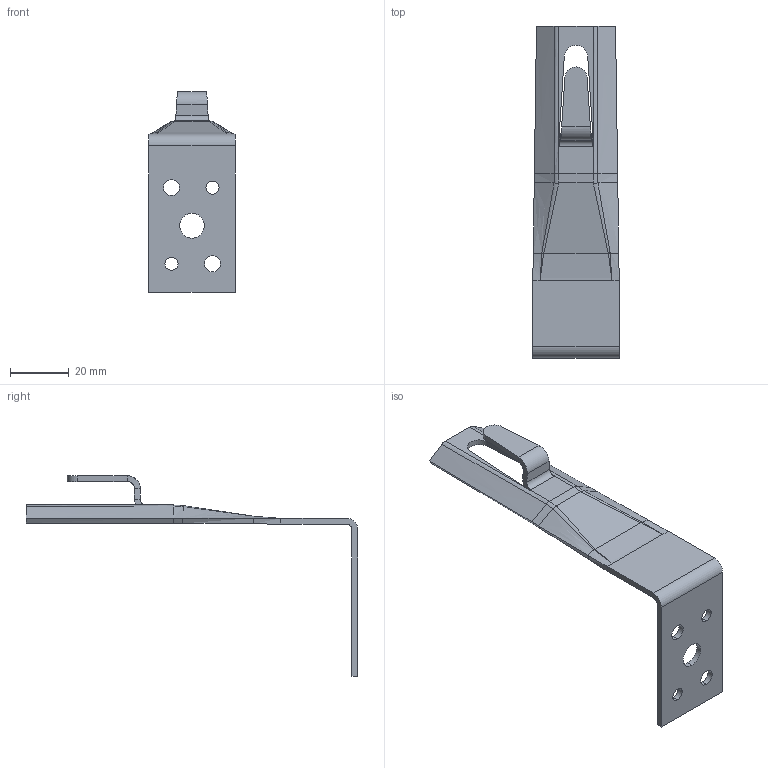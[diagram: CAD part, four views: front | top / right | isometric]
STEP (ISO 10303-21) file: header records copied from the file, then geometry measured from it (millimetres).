
FILE_DESCRIPTION (( 'STEP AP203' ), '1' );
FILE_NAME ('0503 Óãëîâîé äåðæàòåëü, âûñîòà Í-8 (ñì).STEP', '2024-03-05T07:21:48', ( '' ), ( '' ), 'SwSTEP 2.0', 'SolidWorks 2022', '' );
FILE_SCHEMA (( 'CONFIG_CONTROL_DESIGN' ));
Length unit declared in the file: millimetre
Products named in the file (2): 0503.001 Держатель; 0503 Угловой держатель, высота Н-8 (см)
Assembly tree (1 placements, depth 2):
  0503 Угловой держатель, высота Н-8 (см)
    0503.001 Держатель
Bounding box: 29.5 x 113.29 x 68.53 mm (x, y, z)
Volume: 9330.6 mm3; surface area: 10570.3 mm2
Topology: 1 solids, 1 shells, 106 faces, 274 edges, 168 vertices
Faces by surface type: bspline 56, plane 28, cylinder 22
Entity records: 4771 total; most frequent: CARTESIAN_POINT 2505, ORIENTED_EDGE 544, EDGE_CURVE 272, DIRECTION 252, VERTEX_POINT 168, B_SPLINE_CURVE_WITH_KNOTS 164, EDGE_LOOP 114, FACE_OUTER_BOUND 104
